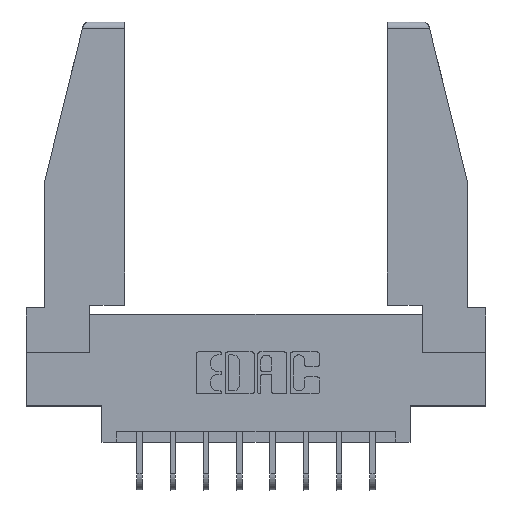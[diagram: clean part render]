
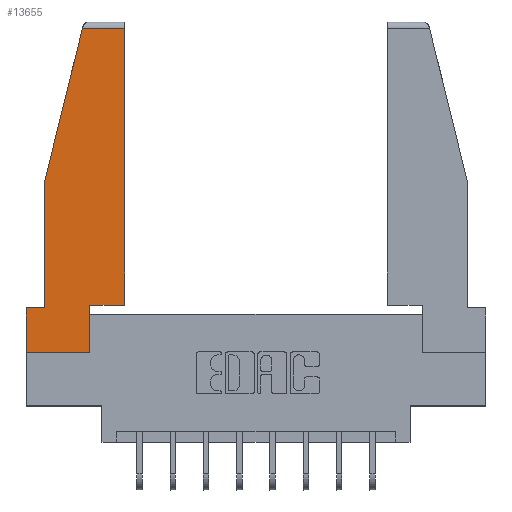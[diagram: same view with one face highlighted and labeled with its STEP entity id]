
A CAD part, top view. The second image highlights one B-rep face of the part: STEP entity #13655.
In plain terms, the highlighted planar face has unit normal (0, 0, 1).
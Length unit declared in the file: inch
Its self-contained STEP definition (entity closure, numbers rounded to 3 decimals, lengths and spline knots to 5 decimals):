
#30 = EDGE_CURVE ( 'NONE', #7596, #14416, #8507, .T. ) ;
#238 = LINE ( 'NONE', #12772, #13594 ) ;
#269 = LINE ( 'NONE', #11410, #1728 ) ;
#451 = VERTEX_POINT ( 'NONE', #6944 ) ;
#462 = VECTOR ( 'NONE', #5806, 39.37008 ) ;
#592 = ORIENTED_EDGE ( 'NONE', *, *, #14394, .T. ) ;
#729 = ORIENTED_EDGE ( 'NONE', *, *, #12505, .T. ) ;
#1321 = EDGE_CURVE ( 'NONE', #8483, #7596, #6997, .T. ) ;
#1728 = VECTOR ( 'NONE', #11612, 39.37008 ) ;
#1829 = ORIENTED_EDGE ( 'NONE', *, *, #1321, .T. ) ;
#1900 = VERTEX_POINT ( 'NONE', #8736 ) ;
#2119 = VECTOR ( 'NONE', #14785, 39.37008 ) ;
#2157 = ORIENTED_EDGE ( 'NONE', *, *, #7007, .T. ) ;
#2349 = ORIENTED_EDGE ( 'NONE', *, *, #3633, .T. ) ;
#2391 = VERTEX_POINT ( 'NONE', #3423 ) ;
#2566 = CARTESIAN_POINT ( 'NONE',  ( 0., 0.21, 0. ) ) ;
#3103 = DIRECTION ( 'NONE',  ( -1., 0., 0. ) ) ;
#3227 = VERTEX_POINT ( 'NONE', #8307 ) ;
#3423 = CARTESIAN_POINT ( 'NONE',  ( 0., 0., 0. ) ) ;
#3633 = EDGE_CURVE ( 'NONE', #451, #1900, #238, .T. ) ;
#3636 = ORIENTED_EDGE ( 'NONE', *, *, #12211, .T. ) ;
#3675 = DIRECTION ( 'NONE',  ( 1., 0., 0. ) ) ;
#3705 = DIRECTION ( 'NONE',  ( 0., -1., 0. ) ) ;
#4631 = VECTOR ( 'NONE', #5443, 39.37008 ) ;
#5397 = AXIS2_PLACEMENT_3D ( 'NONE', #11883, #9717, #7419 ) ;
#5443 = DIRECTION ( 'NONE',  ( 0., 1., 0. ) ) ;
#5525 = LINE ( 'NONE', #14056, #14015 ) ;
#5762 = VECTOR ( 'NONE', #3103, 39.37008 ) ;
#5806 = DIRECTION ( 'NONE',  ( 0., 1., 0. ) ) ;
#6505 = EDGE_LOOP ( 'NONE', ( #1829, #13187, #3636, #2349, #14757, #2157, #9170, #592, #729 ) ) ;
#6650 = VERTEX_POINT ( 'NONE', #7228 ) ;
#6718 = CARTESIAN_POINT ( 'NONE',  ( 0.461, 0.223, 0. ) ) ;
#6784 = CARTESIAN_POINT ( 'NONE',  ( 0.461, 0.223, 0. ) ) ;
#6944 = CARTESIAN_POINT ( 'NONE',  ( 0.086, 0.8, 0. ) ) ;
#6997 = LINE ( 'NONE', #6718, #4631 ) ;
#7007 = EDGE_CURVE ( 'NONE', #3227, #2391, #7322, .T. ) ;
#7228 = CARTESIAN_POINT ( 'NONE',  ( 0.297, 0., 0. ) ) ;
#7322 = LINE ( 'NONE', #2566, #7473 ) ;
#7419 = DIRECTION ( 'NONE',  ( 1., 0., 0. ) ) ;
#7460 = DIRECTION ( 'NONE',  ( 1., 0., 0. ) ) ;
#7473 = VECTOR ( 'NONE', #3705, 39.37008 ) ;
#7481 = LINE ( 'NONE', #11568, #462 ) ;
#7596 = VERTEX_POINT ( 'NONE', #14611 ) ;
#8136 = DIRECTION ( 'NONE',  ( 0., -1., 0. ) ) ;
#8307 = CARTESIAN_POINT ( 'NONE',  ( 0., 0.21, 0. ) ) ;
#8483 = VERTEX_POINT ( 'NONE', #6784 ) ;
#8507 = LINE ( 'NONE', #11491, #5762 ) ;
#8736 = CARTESIAN_POINT ( 'NONE',  ( 0.086, 0.21, 0. ) ) ;
#8957 = VECTOR ( 'NONE', #7460, 39.37008 ) ;
#9170 = ORIENTED_EDGE ( 'NONE', *, *, #13797, .T. ) ;
#9662 = PLANE ( 'NONE',  #5397 ) ;
#9717 = DIRECTION ( 'NONE',  ( 0., 0., 1. ) ) ;
#10503 = CARTESIAN_POINT ( 'NONE',  ( 0.2636, 1.52, 0. ) ) ;
#10775 = FACE_OUTER_BOUND ( 'NONE', #6505, .T. ) ;
#11410 = CARTESIAN_POINT ( 'NONE',  ( 0., 0.21, 0. ) ) ;
#11491 = CARTESIAN_POINT ( 'NONE',  ( 0., 1.52, 0. ) ) ;
#11568 = CARTESIAN_POINT ( 'NONE',  ( 0.297, 0., 0. ) ) ;
#11612 = DIRECTION ( 'NONE',  ( -1., 0., 0. ) ) ;
#11883 = CARTESIAN_POINT ( 'NONE',  ( 0., 0., 0. ) ) ;
#11918 = CARTESIAN_POINT ( 'NONE',  ( 0.297, 0.223, 0. ) ) ;
#12019 = LINE ( 'NONE', #14403, #8957 ) ;
#12047 = LINE ( 'NONE', #12391, #2119 ) ;
#12211 = EDGE_CURVE ( 'NONE', #14416, #451, #12047, .T. ) ;
#12391 = CARTESIAN_POINT ( 'NONE',  ( 0.271, 1.55, 0. ) ) ;
#12505 = EDGE_CURVE ( 'NONE', #14629, #8483, #5525, .T. ) ;
#12772 = CARTESIAN_POINT ( 'NONE',  ( 0.086, 0.8, 0. ) ) ;
#13187 = ORIENTED_EDGE ( 'NONE', *, *, #30, .T. ) ;
#13594 = VECTOR ( 'NONE', #8136, 39.37008 ) ;
#13655 = ADVANCED_FACE ( 'NONE', ( #10775 ), #9662, .T. ) ;
#13797 = EDGE_CURVE ( 'NONE', #2391, #6650, #12019, .T. ) ;
#14015 = VECTOR ( 'NONE', #3675, 39.37008 ) ;
#14056 = CARTESIAN_POINT ( 'NONE',  ( 0.297, 0.223, 0. ) ) ;
#14296 = EDGE_CURVE ( 'NONE', #1900, #3227, #269, .T. ) ;
#14394 = EDGE_CURVE ( 'NONE', #6650, #14629, #7481, .T. ) ;
#14403 = CARTESIAN_POINT ( 'NONE',  ( 0., 0., 0. ) ) ;
#14416 = VERTEX_POINT ( 'NONE', #10503 ) ;
#14611 = CARTESIAN_POINT ( 'NONE',  ( 0.461, 1.52, 0. ) ) ;
#14629 = VERTEX_POINT ( 'NONE', #11918 ) ;
#14757 = ORIENTED_EDGE ( 'NONE', *, *, #14296, .T. ) ;
#14785 = DIRECTION ( 'NONE',  ( -0.239, -0.971, 0. ) ) ;
